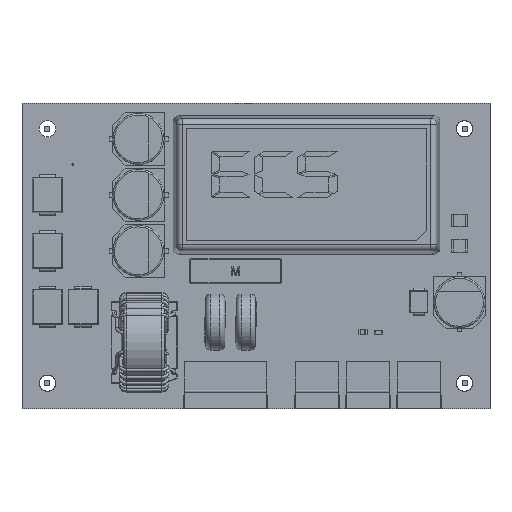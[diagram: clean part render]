
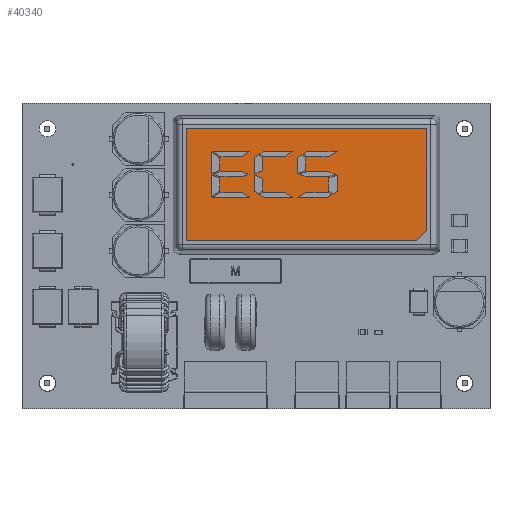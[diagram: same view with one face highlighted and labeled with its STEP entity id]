
A CAD part, top view. The second image highlights one B-rep face of the part: STEP entity #40340.
In plain terms, the highlighted planar face has unit normal (0, 0, 1).
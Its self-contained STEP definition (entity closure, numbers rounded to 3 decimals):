
#3479=PLANE('',#43900);
#5426=FACE_OUTER_BOUND('',#7696,.T.);
#7696=EDGE_LOOP('',(#34948,#34949,#34950,#34951,#34952));
#12403=LINE('',#77789,#16430);
#12404=LINE('',#77791,#16431);
#12405=LINE('',#77793,#16432);
#12406=LINE('',#77795,#16433);
#12407=LINE('',#77796,#16434);
#16430=VECTOR('',#52645,1.);
#16431=VECTOR('',#52646,1.);
#16432=VECTOR('',#52647,1.);
#16433=VECTOR('',#52648,1.);
#16434=VECTOR('',#52649,1.);
#20238=VERTEX_POINT('',#77787);
#20239=VERTEX_POINT('',#77788);
#20240=VERTEX_POINT('',#77790);
#20241=VERTEX_POINT('',#77792);
#20242=VERTEX_POINT('',#77794);
#25316=EDGE_CURVE('',#20238,#20239,#12403,.T.);
#25317=EDGE_CURVE('',#20239,#20240,#12404,.T.);
#25318=EDGE_CURVE('',#20241,#20240,#12405,.T.);
#25319=EDGE_CURVE('',#20241,#20242,#12406,.T.);
#25320=EDGE_CURVE('',#20242,#20238,#12407,.T.);
#34948=ORIENTED_EDGE('',*,*,#25316,.T.);
#34949=ORIENTED_EDGE('',*,*,#25317,.T.);
#34950=ORIENTED_EDGE('',*,*,#25318,.F.);
#34951=ORIENTED_EDGE('',*,*,#25319,.T.);
#34952=ORIENTED_EDGE('',*,*,#25320,.T.);
#40340=ADVANCED_FACE('',(#5426),#3479,.T.);
#43900=AXIS2_PLACEMENT_3D('',#77786,#52643,#52644);
#52643=DIRECTION('center_axis',(0.,0.,1.));
#52644=DIRECTION('ref_axis',(1.,0.,0.));
#52645=DIRECTION('',(0.,-1.,0.));
#52646=DIRECTION('',(1.,0.,0.));
#52647=DIRECTION('',(-0.707,-0.707,0.));
#52648=DIRECTION('',(0.,1.,0.));
#52649=DIRECTION('',(-1.,0.,0.));
#77786=CARTESIAN_POINT('Origin',(32.005,58.682,23.9));
#77787=CARTESIAN_POINT('',(3.876,71.779,23.9));
#77788=CARTESIAN_POINT('',(3.876,49.758,23.9));
#77789=CARTESIAN_POINT('',(3.876,0.,23.9));
#77790=CARTESIAN_POINT('',(49.097,49.758,23.9));
#77791=CARTESIAN_POINT('',(3.876,49.758,23.9));
#77792=CARTESIAN_POINT('',(51.097,51.758,23.9));
#77793=CARTESIAN_POINT('',(-0.661,0.,23.9));
#77794=CARTESIAN_POINT('',(51.097,71.779,23.9));
#77795=CARTESIAN_POINT('',(51.097,49.758,23.9));
#77796=CARTESIAN_POINT('',(0.,71.779,23.9));
